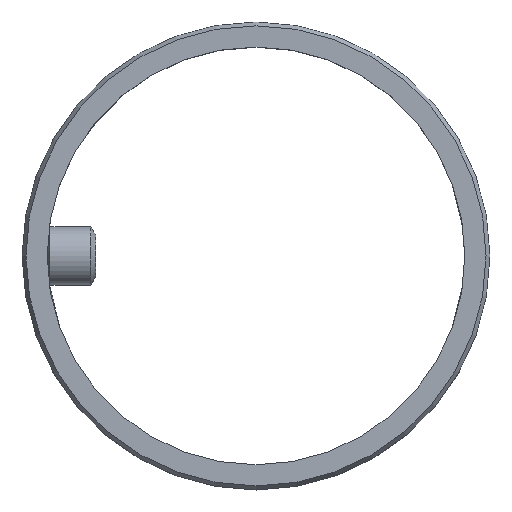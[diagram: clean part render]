
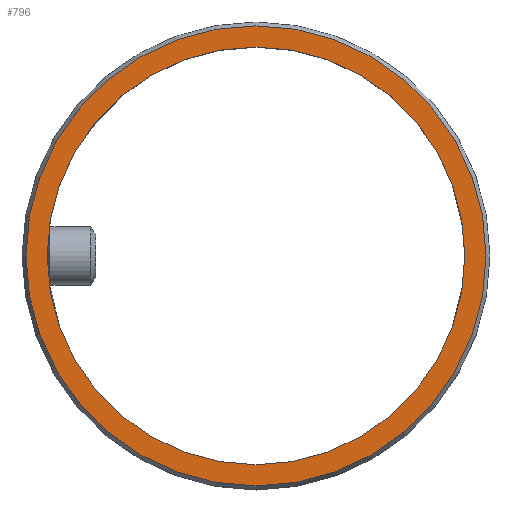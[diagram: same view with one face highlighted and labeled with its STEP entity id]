
A CAD part, top view. The second image highlights one B-rep face of the part: STEP entity #796.
In plain terms, the highlighted planar face has unit normal (0, 0, 1).
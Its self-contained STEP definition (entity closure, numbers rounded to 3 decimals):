
#123=PLANE('',#848);
#156=CIRCLE('',#845,12.5);
#159=CIRCLE('',#849,13.769);
#189=VERTEX_POINT('',#1101);
#190=VERTEX_POINT('',#1103);
#201=VERTEX_POINT('',#1254);
#202=VERTEX_POINT('',#1255);
#345=EDGE_CURVE('',#190,#189,#156,.T.);
#346=EDGE_CURVE('',#189,#190,#156,.T.);
#357=EDGE_CURVE('',#201,#202,#159,.T.);
#358=EDGE_CURVE('',#202,#201,#159,.T.);
#484=ORIENTED_EDGE('',*,*,#357,.F.);
#485=ORIENTED_EDGE('',*,*,#358,.F.);
#486=ORIENTED_EDGE('',*,*,#345,.T.);
#487=ORIENTED_EDGE('',*,*,#346,.T.);
#699=EDGE_LOOP('',(#484,#485));
#700=EDGE_LOOP('',(#486,#487));
#749=FACE_BOUND('',#699,.T.);
#750=FACE_BOUND('',#700,.T.);
#796=ADVANCED_FACE('',(#749,#750),#123,.F.);
#845=AXIS2_PLACEMENT_3D('',#1102,#930,#931);
#848=AXIS2_PLACEMENT_3D('',#1252,#938,$);
#849=AXIS2_PLACEMENT_3D('',#1253,#939,#940);
#930=DIRECTION('',(0.,0.,-1.));
#931=DIRECTION('',(0.,12.5,0.));
#938=DIRECTION('',(0.,0.,-1.));
#939=DIRECTION('',(0.,0.,-1.));
#940=DIRECTION('',(0.,13.769,0.));
#1101=CARTESIAN_POINT('',(0.,-12.5,7.));
#1102=CARTESIAN_POINT('',(0.,0.,7.));
#1103=CARTESIAN_POINT('',(0.,12.5,7.));
#1252=CARTESIAN_POINT('',(-12.5,0.,7.));
#1253=CARTESIAN_POINT('',(0.,0.,7.));
#1254=CARTESIAN_POINT('',(0.,-13.769,7.));
#1255=CARTESIAN_POINT('',(0.,13.769,7.));
